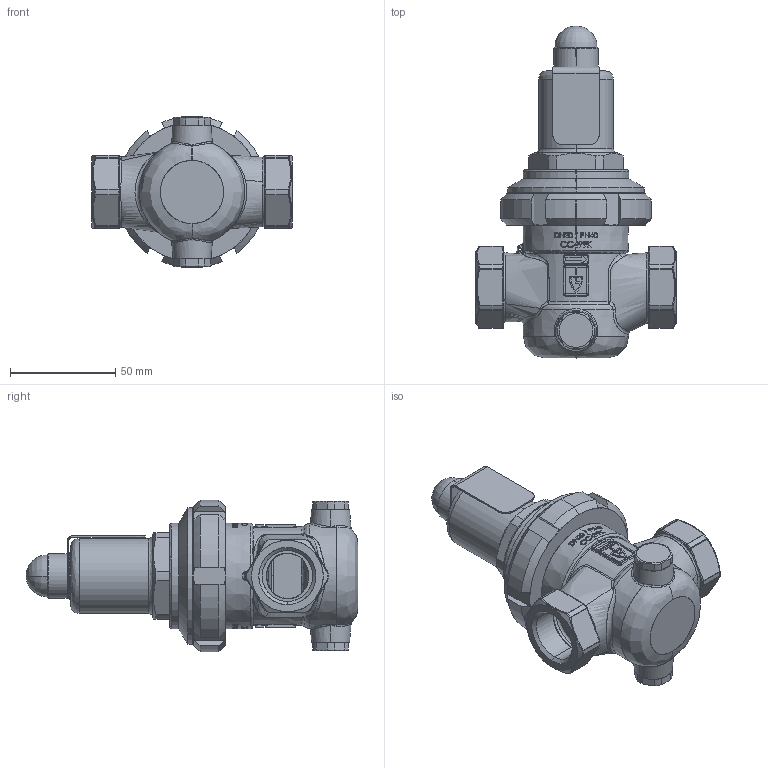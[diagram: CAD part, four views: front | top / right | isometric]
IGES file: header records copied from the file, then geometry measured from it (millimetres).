
Start section: SolidWorks IGES file using analytic representation for surfaces
Global section: file name: 681mGFO-LP-20-f+f-20+20.IGS; native system: SolidWorks 2016; preprocessor: SolidWorks 2016; author: Blankenhorn; date: 160412.113635; units: millimetre
Bounding box: 95 x 157.6 x 72 mm (x, y, z)
Surface area: 80547.5 mm2 (no closed solid volume)
Topology: 0 solids, 0 shells, 1356 faces, 17907 edges, 17875 vertices
Faces by surface type: bspline 847, revolution 509
